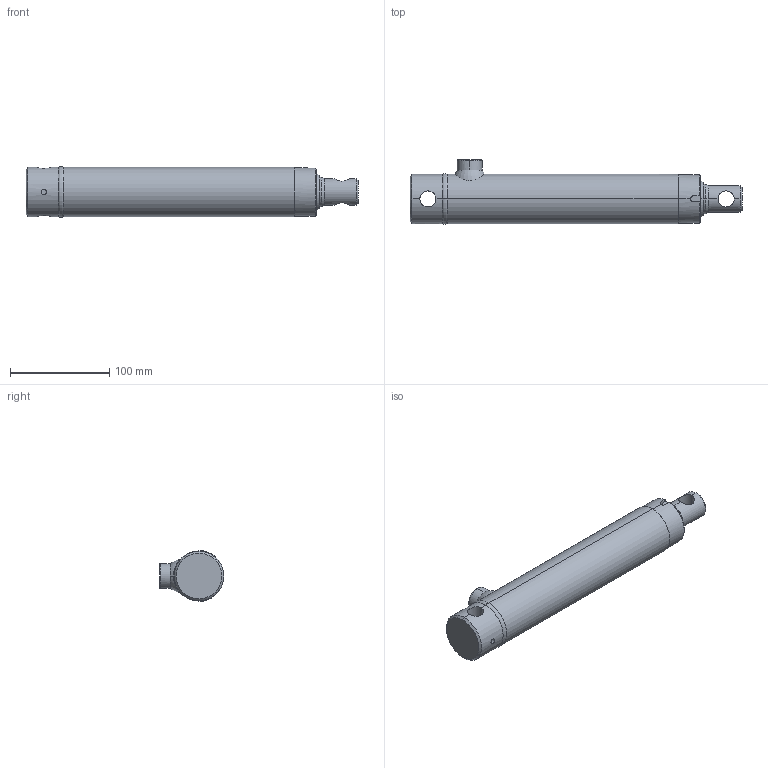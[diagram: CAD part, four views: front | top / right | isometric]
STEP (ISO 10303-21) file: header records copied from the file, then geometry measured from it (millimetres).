
FILE_DESCRIPTION (( 'STEP AP203' ), '1' );
FILE_NAME ('630.2.STEP', '2014-03-26T07:25:08', ( '' ), ( '' ), 'SwSTEP 2.0', 'SolidWorks 2013', '' );
FILE_SCHEMA (( 'CONFIG_CONTROL_DESIGN' ));
Length unit declared in the file: millimetre
Products named in the file (1): 630.2
Bounding box: 334 x 65.17 x 51.28 mm (x, y, z)
Surface area: 86482.2 mm2 (no closed solid volume)
Topology: 0 solids, 8 shells, 65 faces, 163 edges, 102 vertices
Faces by surface type: cylinder 26, cone 23, plane 10, torus 6
Entity records: 2793 total; most frequent: CARTESIAN_POINT 1159, DIRECTION 347, ORIENTED_EDGE 294, EDGE_CURVE 163, AXIS2_PLACEMENT_3D 144, VERTEX_POINT 102, CIRCLE 78, EDGE_LOOP 74
